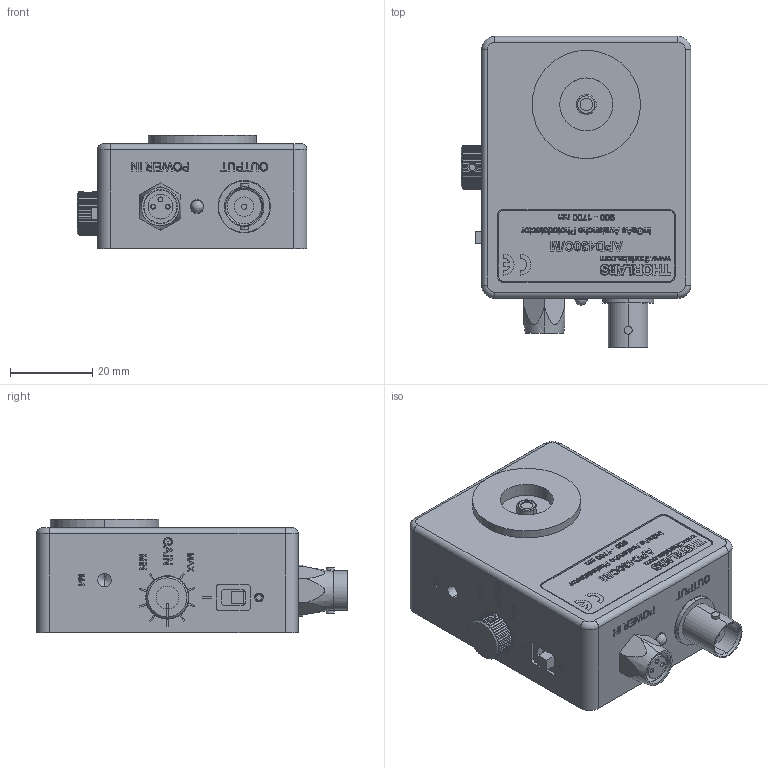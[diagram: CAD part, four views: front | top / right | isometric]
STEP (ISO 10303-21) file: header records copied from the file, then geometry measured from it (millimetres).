
FILE_DESCRIPTION (( 'STEP AP214' ), '1' );
FILE_NAME ('MTN004942.STEP', '2015-09-09T12:36:25', ( 'tempinstall' ), ( '' ), 'SwSTEP 2.0', 'SolidWorks 2014', '' );
FILE_SCHEMA (( 'AUTOMOTIVE_DESIGN' ));
Length unit declared in the file: millimetre
Products named in the file (13): M0094-000-0A-Leiterplatte; BNC-Buchse-01; RKMF-01-3polig_RKMF4; LED-04-gr軟 3mm runder Kopf; M0092-0927-bzw-0928_Gehäuse_APD4xx_M0092-0927 Rev A metrisch; MTN004942; APD430x-Folie_APD430C-M; flat head screw_am_B18.6.7M - M2 x 0.4 x 4 Type I Cross Recessed FHMS --4N; M0092-0545-0A-Deckel; S2386-18K-Hamamatsu; Schalter-01_Off; M0092-0923 Drehknopf verstellbarer Gain APD4xx_Mit Laserbeschriftung; RK09K1110-15
Assembly tree (15 placements, depth 2):
  MTN004942
    M0092-0927-bzw-0928_Gehäuse_APD4xx_M0092-0927 Rev A metrisch
    LED-04-gr軟 3mm runder Kopf
    RKMF-01-3polig_RKMF4
    BNC-Buchse-01
    M0094-000-0A-Leiterplatte
    RK09K1110-15
    M0092-0923 Drehknopf verstellbarer Gain APD4xx_Mit Laserbeschriftung
    Schalter-01_Off
    S2386-18K-Hamamatsu
    M0092-0545-0A-Deckel
    flat head screw_am_B18.6.7M - M2 x 0.4 x 4 Type I Cross Recessed FHMS --4N  x4
    APD430x-Folie_APD430C-M
Bounding box: 55.8 x 75.46 x 27.43 mm (x, y, z)
Volume: 32212.9 mm3; surface area: 34491.9 mm2
Topology: 4 solids, 16 shells, 2462 faces, 6490 edges, 4260 vertices
Faces by surface type: plane 1319, bspline 569, cylinder 472, cone 89, sphere 7, torus 6
Entity records: 122361 total; most frequent: CARTESIAN_POINT 43415, ORIENTED_EDGE 12628, DIRECTION 9703, EDGE_CURVE 6314, VERTEX_POINT 4177, LINE 4127, VECTOR 4127, AXIS2_PLACEMENT_3D 2788
